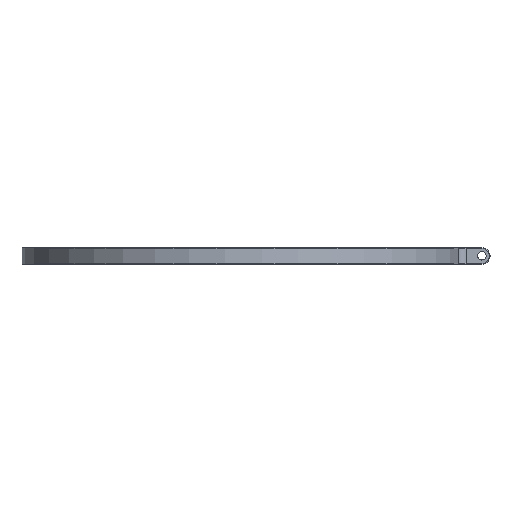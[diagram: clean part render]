
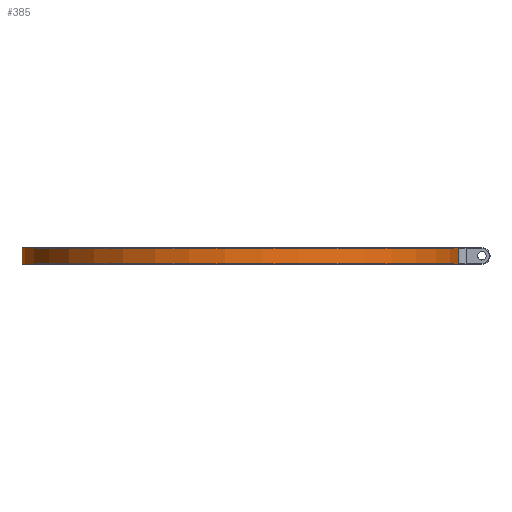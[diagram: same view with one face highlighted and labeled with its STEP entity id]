
A CAD part, front view. The second image highlights one B-rep face of the part: STEP entity #385.
In plain terms, the highlighted cylindrical face has radius 133 mm (diameter 266 mm), a partial arc.
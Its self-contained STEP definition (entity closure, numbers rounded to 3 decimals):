
#94 = ORIENTED_EDGE ( 'NONE', *, *, #106, .T. ) ;
#106 = EDGE_CURVE ( 'NONE', #2710, #2712, #1057, .T. ) ;
#138 = ORIENTED_EDGE ( 'NONE', *, *, #151, .T. ) ;
#151 = EDGE_CURVE ( 'NONE', #2712, #2723, #1372, .T. ) ;
#169 = ORIENTED_EDGE ( 'NONE', *, *, #179, .T. ) ;
#179 = EDGE_CURVE ( 'NONE', #2723, #2736, #1571, .T. ) ;
#201 = ORIENTED_EDGE ( 'NONE', *, *, #218, .F. ) ;
#218 = EDGE_CURVE ( 'NONE', #2710, #2736, #1808, .T. ) ;
#385 = ADVANCED_FACE ( 'NONE', ( #1039 ), #1040, .T. ) ;
#1039 = FACE_OUTER_BOUND ( 'NONE', #2809, .T. ) ;
#1040 = CYLINDRICAL_SURFACE ( 'NONE', #1043, 133. ) ;
#1043 = AXIS2_PLACEMENT_3D ( 'NONE', #1044, #1045, #1046 ) ;
#1044 = CARTESIAN_POINT ( 'NONE',  ( 0., 0., 10. ) ) ;
#1045 = DIRECTION ( 'NONE',  ( 0., 0., -1. ) ) ;
#1046 = DIRECTION ( 'NONE',  ( -1., 0., 0. ) ) ;
#1057 = CIRCLE ( 'NONE', #1058, 133. ) ;
#1058 = AXIS2_PLACEMENT_3D ( 'NONE', #1062, #1063, #1064 ) ;
#1062 = CARTESIAN_POINT ( 'NONE',  ( 0., 0., 9.6 ) ) ;
#1063 = DIRECTION ( 'NONE',  ( 0., 0., -1. ) ) ;
#1064 = DIRECTION ( 'NONE',  ( 1., 0., 0. ) ) ;
#1351 = CARTESIAN_POINT ( 'NONE',  ( 131.596, -19.275, 9.6 ) ) ;
#1371 = CARTESIAN_POINT ( 'NONE',  ( -133., 0., 9.6 ) ) ;
#1372 = LINE ( 'NONE', #1373, #1374 ) ;
#1373 = CARTESIAN_POINT ( 'NONE',  ( -133., 0., 10. ) ) ;
#1374 = VECTOR ( 'NONE', #1375, 1000. ) ;
#1375 = DIRECTION ( 'NONE',  ( 0., 0., -1. ) ) ;
#1469 = CARTESIAN_POINT ( 'NONE',  ( -133., 0., 0.4 ) ) ;
#1538 = CARTESIAN_POINT ( 'NONE',  ( 131.596, -19.275, 0.4 ) ) ;
#1571 = CIRCLE ( 'NONE', #1572, 133. ) ;
#1572 = AXIS2_PLACEMENT_3D ( 'NONE', #1573, #1574, #1575 ) ;
#1573 = CARTESIAN_POINT ( 'NONE',  ( 0., 0., 0.4 ) ) ;
#1574 = DIRECTION ( 'NONE',  ( 0., 0., 1. ) ) ;
#1575 = DIRECTION ( 'NONE',  ( 1., 0., 0. ) ) ;
#1808 = LINE ( 'NONE', #1809, #1810 ) ;
#1809 = CARTESIAN_POINT ( 'NONE',  ( 131.596, -19.275, 10. ) ) ;
#1810 = VECTOR ( 'NONE', #1811, 1000. ) ;
#1811 = DIRECTION ( 'NONE',  ( 0., 0., -1. ) ) ;
#2710 = VERTEX_POINT ( 'NONE', #1351 ) ;
#2712 = VERTEX_POINT ( 'NONE', #1371 ) ;
#2723 = VERTEX_POINT ( 'NONE', #1469 ) ;
#2736 = VERTEX_POINT ( 'NONE', #1538 ) ;
#2809 = EDGE_LOOP ( 'NONE', ( #94, #138, #169, #201 ) ) ;
